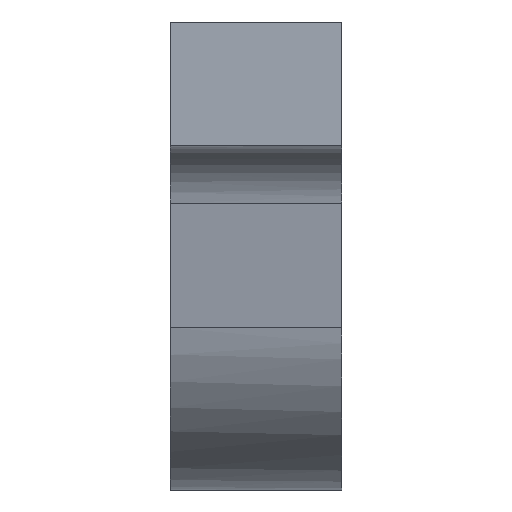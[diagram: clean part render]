
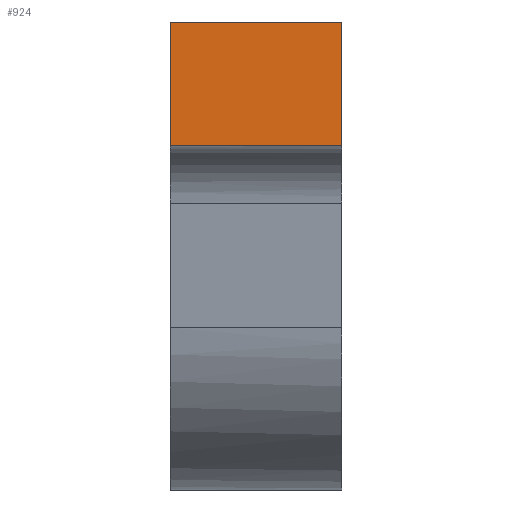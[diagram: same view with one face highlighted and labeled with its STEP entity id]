
A CAD part, front view. The second image highlights one B-rep face of the part: STEP entity #924.
In plain terms, the highlighted planar face has unit normal (0, -1, 0).
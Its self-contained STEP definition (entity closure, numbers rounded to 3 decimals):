
#80 = PLANE('',#81);
#81 = AXIS2_PLACEMENT_3D('',#82,#83,#84);
#82 = CARTESIAN_POINT('',(254.543,295.186,
    316.432));
#83 = DIRECTION('',(1.,0.,0.));
#84 = DIRECTION('',(0.,0.,1.));
#178 = PLANE('',#179);
#179 = AXIS2_PLACEMENT_3D('',#180,#181,#182);
#180 = CARTESIAN_POINT('',(254.293,295.186,316.432
    ));
#181 = DIRECTION('',(-1.,0.,0.));
#182 = DIRECTION('',(0.,0.,-1.));
#803 = PLANE('',#804);
#804 = AXIS2_PLACEMENT_3D('',#805,#806,#807);
#805 = CARTESIAN_POINT('',(253.548,293.09,
    317.724));
#806 = DIRECTION('',(0.,0.,-1.));
#807 = DIRECTION('',(0.,1.,0.));
#862 = VERTEX_POINT('',#863);
#863 = CARTESIAN_POINT('',(254.543,293.845,
    317.724));
#881 = EDGE_CURVE('',#862,#882,#884,.T.);
#882 = VERTEX_POINT('',#883);
#883 = CARTESIAN_POINT('',(254.293,293.845,
    317.724));
#884 = SURFACE_CURVE('',#885,(#888,#894),.PCURVE_S1.);
#885 = B_SPLINE_CURVE_WITH_KNOTS('',1,(#886,#887),.UNSPECIFIED.,.F.,.F.,
  (2,2),(-0.25,0.),.PIECEWISE_BEZIER_KNOTS.);
#886 = CARTESIAN_POINT('',(254.543,293.845,
    317.724));
#887 = CARTESIAN_POINT('',(254.293,293.845,
    317.724));
#888 = PCURVE('',#803,#889);
#889 = DEFINITIONAL_REPRESENTATION('',(#890),#893);
#890 = B_SPLINE_CURVE_WITH_KNOTS('',1,(#891,#892),.UNSPECIFIED.,.F.,.F.,
  (2,2),(-0.25,0.),.PIECEWISE_BEZIER_KNOTS.);
#891 = CARTESIAN_POINT('',(0.755,0.995));
#892 = CARTESIAN_POINT('',(0.755,0.745));
#893 = ( GEOMETRIC_REPRESENTATION_CONTEXT(2) 
PARAMETRIC_REPRESENTATION_CONTEXT() REPRESENTATION_CONTEXT('2D SPACE',''
  ) );
#894 = PCURVE('',#895,#900);
#895 = PLANE('',#896);
#896 = AXIS2_PLACEMENT_3D('',#897,#898,#899);
#897 = CARTESIAN_POINT('',(253.548,293.845,
    318.642));
#898 = DIRECTION('',(0.,-1.,0.));
#899 = DIRECTION('',(0.,0.,1.));
#900 = DEFINITIONAL_REPRESENTATION('',(#901),#904);
#901 = B_SPLINE_CURVE_WITH_KNOTS('',1,(#902,#903),.UNSPECIFIED.,.F.,.F.,
  (2,2),(-0.25,0.),.PIECEWISE_BEZIER_KNOTS.);
#902 = CARTESIAN_POINT('',(-0.918,-0.995));
#903 = CARTESIAN_POINT('',(-0.918,-0.745));
#904 = ( GEOMETRIC_REPRESENTATION_CONTEXT(2) 
PARAMETRIC_REPRESENTATION_CONTEXT() REPRESENTATION_CONTEXT('2D SPACE',''
  ) );
#924 = ADVANCED_FACE('',(#925),#895,.T.);
#925 = FACE_BOUND('',#926,.T.);
#926 = EDGE_LOOP('',(#927,#947,#972,#990));
#927 = ORIENTED_EDGE('',*,*,#928,.T.);
#928 = EDGE_CURVE('',#862,#929,#931,.T.);
#929 = VERTEX_POINT('',#930);
#930 = CARTESIAN_POINT('',(254.543,293.845,
    317.904));
#931 = SURFACE_CURVE('',#932,(#935,#941),.PCURVE_S1.);
#932 = B_SPLINE_CURVE_WITH_KNOTS('',1,(#933,#934),.UNSPECIFIED.,.F.,.F.,
  (2,2),(-0.18,0.),.PIECEWISE_BEZIER_KNOTS.);
#933 = CARTESIAN_POINT('',(254.543,293.845,
    317.724));
#934 = CARTESIAN_POINT('',(254.543,293.845,
    317.904));
#935 = PCURVE('',#895,#936);
#936 = DEFINITIONAL_REPRESENTATION('',(#937),#940);
#937 = B_SPLINE_CURVE_WITH_KNOTS('',1,(#938,#939),.UNSPECIFIED.,.F.,.F.,
  (2,2),(-0.18,0.),.PIECEWISE_BEZIER_KNOTS.);
#938 = CARTESIAN_POINT('',(-0.918,-0.995));
#939 = CARTESIAN_POINT('',(-0.738,-0.995));
#940 = ( GEOMETRIC_REPRESENTATION_CONTEXT(2) 
PARAMETRIC_REPRESENTATION_CONTEXT() REPRESENTATION_CONTEXT('2D SPACE',''
  ) );
#941 = PCURVE('',#80,#942);
#942 = DEFINITIONAL_REPRESENTATION('',(#943),#946);
#943 = B_SPLINE_CURVE_WITH_KNOTS('',1,(#944,#945),.UNSPECIFIED.,.F.,.F.,
  (2,2),(-0.18,0.),.PIECEWISE_BEZIER_KNOTS.);
#944 = CARTESIAN_POINT('',(1.292,1.341));
#945 = CARTESIAN_POINT('',(1.472,1.341));
#946 = ( GEOMETRIC_REPRESENTATION_CONTEXT(2) 
PARAMETRIC_REPRESENTATION_CONTEXT() REPRESENTATION_CONTEXT('2D SPACE',''
  ) );
#947 = ORIENTED_EDGE('',*,*,#948,.T.);
#948 = EDGE_CURVE('',#929,#949,#951,.T.);
#949 = VERTEX_POINT('',#950);
#950 = CARTESIAN_POINT('',(254.293,293.845,
    317.904));
#951 = SURFACE_CURVE('',#952,(#955,#961),.PCURVE_S1.);
#952 = B_SPLINE_CURVE_WITH_KNOTS('',1,(#953,#954),.UNSPECIFIED.,.F.,.F.,
  (2,2),(-0.25,0.),.PIECEWISE_BEZIER_KNOTS.);
#953 = CARTESIAN_POINT('',(254.543,293.845,
    317.904));
#954 = CARTESIAN_POINT('',(254.293,293.845,
    317.904));
#955 = PCURVE('',#895,#956);
#956 = DEFINITIONAL_REPRESENTATION('',(#957),#960);
#957 = B_SPLINE_CURVE_WITH_KNOTS('',1,(#958,#959),.UNSPECIFIED.,.F.,.F.,
  (2,2),(-0.25,0.),.PIECEWISE_BEZIER_KNOTS.);
#958 = CARTESIAN_POINT('',(-0.738,-0.995));
#959 = CARTESIAN_POINT('',(-0.738,-0.745));
#960 = ( GEOMETRIC_REPRESENTATION_CONTEXT(2) 
PARAMETRIC_REPRESENTATION_CONTEXT() REPRESENTATION_CONTEXT('2D SPACE',''
  ) );
#961 = PCURVE('',#962,#967);
#962 = PLANE('',#963);
#963 = AXIS2_PLACEMENT_3D('',#964,#965,#966);
#964 = CARTESIAN_POINT('',(253.548,294.946,
    317.904));
#965 = DIRECTION('',(0.,0.,1.));
#966 = DIRECTION('',(0.,-1.,0.));
#967 = DEFINITIONAL_REPRESENTATION('',(#968),#971);
#968 = B_SPLINE_CURVE_WITH_KNOTS('',1,(#969,#970),.UNSPECIFIED.,.F.,.F.,
  (2,2),(-0.25,0.),.PIECEWISE_BEZIER_KNOTS.);
#969 = CARTESIAN_POINT('',(1.101,0.995));
#970 = CARTESIAN_POINT('',(1.101,0.745));
#971 = ( GEOMETRIC_REPRESENTATION_CONTEXT(2) 
PARAMETRIC_REPRESENTATION_CONTEXT() REPRESENTATION_CONTEXT('2D SPACE',''
  ) );
#972 = ORIENTED_EDGE('',*,*,#973,.T.);
#973 = EDGE_CURVE('',#949,#882,#974,.T.);
#974 = SURFACE_CURVE('',#975,(#978,#984),.PCURVE_S1.);
#975 = B_SPLINE_CURVE_WITH_KNOTS('',1,(#976,#977),.UNSPECIFIED.,.F.,.F.,
  (2,2),(0.,0.18),.PIECEWISE_BEZIER_KNOTS.);
#976 = CARTESIAN_POINT('',(254.293,293.845,
    317.904));
#977 = CARTESIAN_POINT('',(254.293,293.845,
    317.724));
#978 = PCURVE('',#895,#979);
#979 = DEFINITIONAL_REPRESENTATION('',(#980),#983);
#980 = B_SPLINE_CURVE_WITH_KNOTS('',1,(#981,#982),.UNSPECIFIED.,.F.,.F.,
  (2,2),(0.,0.18),.PIECEWISE_BEZIER_KNOTS.);
#981 = CARTESIAN_POINT('',(-0.738,-0.745));
#982 = CARTESIAN_POINT('',(-0.918,-0.745));
#983 = ( GEOMETRIC_REPRESENTATION_CONTEXT(2) 
PARAMETRIC_REPRESENTATION_CONTEXT() REPRESENTATION_CONTEXT('2D SPACE',''
  ) );
#984 = PCURVE('',#178,#985);
#985 = DEFINITIONAL_REPRESENTATION('',(#986),#989);
#986 = B_SPLINE_CURVE_WITH_KNOTS('',1,(#987,#988),.UNSPECIFIED.,.F.,.F.,
  (2,2),(0.,0.18),.PIECEWISE_BEZIER_KNOTS.);
#987 = CARTESIAN_POINT('',(-1.472,1.341));
#988 = CARTESIAN_POINT('',(-1.292,1.341));
#989 = ( GEOMETRIC_REPRESENTATION_CONTEXT(2) 
PARAMETRIC_REPRESENTATION_CONTEXT() REPRESENTATION_CONTEXT('2D SPACE',''
  ) );
#990 = ORIENTED_EDGE('',*,*,#881,.F.);
